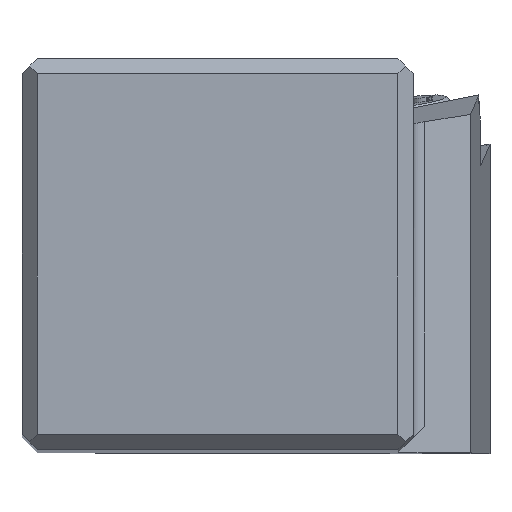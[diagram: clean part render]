
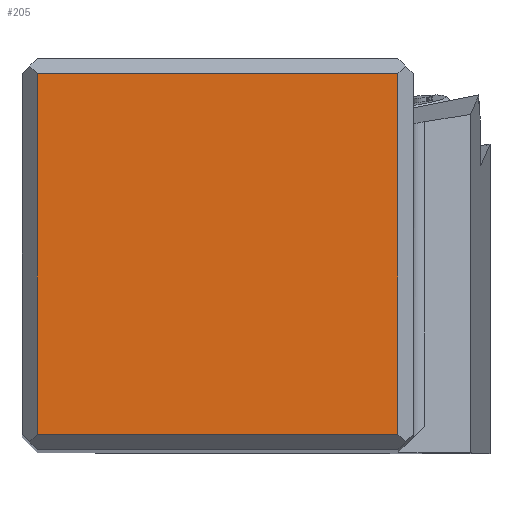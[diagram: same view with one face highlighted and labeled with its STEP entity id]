
A CAD part, top view. The second image highlights one B-rep face of the part: STEP entity #205.
In plain terms, the highlighted planar face has unit normal (0, 0, 1).
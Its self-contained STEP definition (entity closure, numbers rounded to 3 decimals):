
#142=FACE_OUTER_BOUND('',#316,.T.);
#205=ADVANCED_FACE('',(#142),#269,.T.);
#269=PLANE('',#1356);
#316=EDGE_LOOP('',(#466,#467,#468,#469));
#466=ORIENTED_EDGE('',*,*,#908,.F.);
#467=ORIENTED_EDGE('',*,*,#909,.T.);
#468=ORIENTED_EDGE('',*,*,#910,.T.);
#469=ORIENTED_EDGE('',*,*,#880,.F.);
#754=VERTEX_POINT('',#1884);
#755=VERTEX_POINT('',#1886);
#774=VERTEX_POINT('',#1939);
#775=VERTEX_POINT('',#1943);
#880=EDGE_CURVE('',#754,#755,#1055,.T.);
#908=EDGE_CURVE('',#774,#754,#1081,.T.);
#909=EDGE_CURVE('',#774,#775,#1082,.T.);
#910=EDGE_CURVE('',#775,#755,#1083,.T.);
#1055=LINE('',#1885,#1174);
#1081=LINE('',#1940,#1200);
#1082=LINE('',#1942,#1201);
#1083=LINE('',#1944,#1202);
#1174=VECTOR('',#1518,1.);
#1200=VECTOR('',#1562,1.);
#1201=VECTOR('',#1565,1.);
#1202=VECTOR('',#1566,1.);
#1356=AXIS2_PLACEMENT_3D('',#1945,#1567,#1568);
#1518=DIRECTION('',(-1.,0.,0.));
#1562=DIRECTION('',(0.,-1.,0.));
#1565=DIRECTION('',(-1.,0.,0.));
#1566=DIRECTION('',(0.,-1.,0.));
#1567=DIRECTION('',(0.,0.,1.));
#1568=DIRECTION('',(1.,0.,0.));
#1884=CARTESIAN_POINT('',(24.4,1.,0.));
#1885=CARTESIAN_POINT('',(24.4,1.,0.));
#1886=CARTESIAN_POINT('',(1.,1.,0.));
#1939=CARTESIAN_POINT('',(24.4,24.4,0.));
#1940=CARTESIAN_POINT('',(24.4,24.4,0.));
#1942=CARTESIAN_POINT('',(24.4,24.4,0.));
#1943=CARTESIAN_POINT('',(1.,24.4,0.));
#1944=CARTESIAN_POINT('',(1.,24.4,0.));
#1945=CARTESIAN_POINT('',(12.7,12.7,0.));
